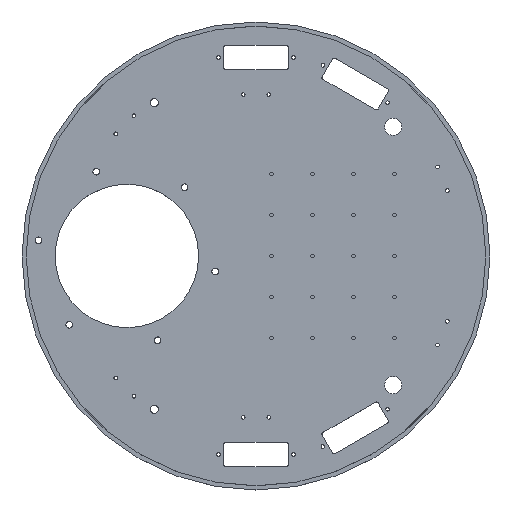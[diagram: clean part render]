
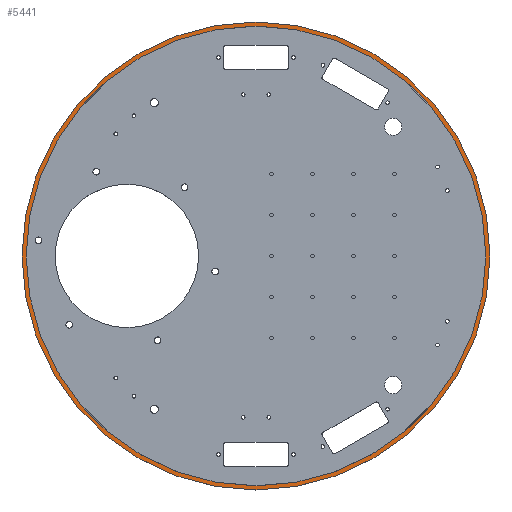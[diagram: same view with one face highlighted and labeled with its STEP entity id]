
A CAD part, top view. The second image highlights one B-rep face of the part: STEP entity #5441.
In plain terms, the highlighted planar face has unit normal (0, 0, 1).
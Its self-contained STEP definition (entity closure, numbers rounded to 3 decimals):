
#43 = CYLINDRICAL_SURFACE('',#44,145.);
#44 = AXIS2_PLACEMENT_3D('',#45,#46,#47);
#45 = CARTESIAN_POINT('',(0.,0.,0.));
#46 = DIRECTION('',(-0.,-0.,-1.));
#47 = DIRECTION('',(1.,0.,0.));
#2096 = VERTEX_POINT('',#2097);
#2097 = CARTESIAN_POINT('',(145.,0.,3.175));
#2118 = EDGE_CURVE('',#2096,#2096,#2119,.T.);
#2119 = SURFACE_CURVE('',#2120,(#2125,#2132),.PCURVE_S1.);
#2120 = CIRCLE('',#2121,145.);
#2121 = AXIS2_PLACEMENT_3D('',#2122,#2123,#2124);
#2122 = CARTESIAN_POINT('',(0.,0.,3.175));
#2123 = DIRECTION('',(0.,0.,1.));
#2124 = DIRECTION('',(1.,0.,0.));
#2125 = PCURVE('',#43,#2126);
#2126 = DEFINITIONAL_REPRESENTATION('',(#2127),#2131);
#2127 = LINE('',#2128,#2129);
#2128 = CARTESIAN_POINT('',(-0.,-3.175));
#2129 = VECTOR('',#2130,1.);
#2130 = DIRECTION('',(-1.,0.));
#2131 = ( GEOMETRIC_REPRESENTATION_CONTEXT(2) 
PARAMETRIC_REPRESENTATION_CONTEXT() REPRESENTATION_CONTEXT('2D SPACE',''
  ) );
#2132 = PCURVE('',#2133,#2138);
#2133 = PLANE('',#2134);
#2134 = AXIS2_PLACEMENT_3D('',#2135,#2136,#2137);
#2135 = CARTESIAN_POINT('',(0.,0.,3.175
    ));
#2136 = DIRECTION('',(0.,0.,1.));
#2137 = DIRECTION('',(1.,0.,-0.));
#2138 = DEFINITIONAL_REPRESENTATION('',(#2139),#2143);
#2139 = CIRCLE('',#2140,145.);
#2140 = AXIS2_PLACEMENT_2D('',#2141,#2142);
#2141 = CARTESIAN_POINT('',(0.,0.));
#2142 = DIRECTION('',(1.,0.));
#2143 = ( GEOMETRIC_REPRESENTATION_CONTEXT(2) 
PARAMETRIC_REPRESENTATION_CONTEXT() REPRESENTATION_CONTEXT('2D SPACE',''
  ) );
#5441 = ADVANCED_FACE('',(#5442,#5445),#2133,.T.);
#5442 = FACE_BOUND('',#5443,.T.);
#5443 = EDGE_LOOP('',(#5444));
#5444 = ORIENTED_EDGE('',*,*,#2118,.T.);
#5445 = FACE_BOUND('',#5446,.T.);
#5446 = EDGE_LOOP('',(#5447));
#5447 = ORIENTED_EDGE('',*,*,#5448,.F.);
#5448 = EDGE_CURVE('',#5449,#5449,#5451,.T.);
#5449 = VERTEX_POINT('',#5450);
#5450 = CARTESIAN_POINT('',(142.413,0.,3.175));
#5451 = SURFACE_CURVE('',#5452,(#5457,#5464),.PCURVE_S1.);
#5452 = CIRCLE('',#5453,142.413);
#5453 = AXIS2_PLACEMENT_3D('',#5454,#5455,#5456);
#5454 = CARTESIAN_POINT('',(0.,0.,3.175));
#5455 = DIRECTION('',(0.,0.,1.));
#5456 = DIRECTION('',(1.,0.,0.));
#5457 = PCURVE('',#2133,#5458);
#5458 = DEFINITIONAL_REPRESENTATION('',(#5459),#5463);
#5459 = CIRCLE('',#5460,142.413);
#5460 = AXIS2_PLACEMENT_2D('',#5461,#5462);
#5461 = CARTESIAN_POINT('',(0.,0.));
#5462 = DIRECTION('',(1.,0.));
#5463 = ( GEOMETRIC_REPRESENTATION_CONTEXT(2) 
PARAMETRIC_REPRESENTATION_CONTEXT() REPRESENTATION_CONTEXT('2D SPACE',''
  ) );
#5464 = PCURVE('',#5465,#5470);
#5465 = CYLINDRICAL_SURFACE('',#5466,142.413);
#5466 = AXIS2_PLACEMENT_3D('',#5467,#5468,#5469);
#5467 = CARTESIAN_POINT('',(0.,0.,3.175));
#5468 = DIRECTION('',(-0.,-0.,-1.));
#5469 = DIRECTION('',(1.,0.,0.));
#5470 = DEFINITIONAL_REPRESENTATION('',(#5471),#5475);
#5471 = LINE('',#5472,#5473);
#5472 = CARTESIAN_POINT('',(-0.,0.));
#5473 = VECTOR('',#5474,1.);
#5474 = DIRECTION('',(-1.,0.));
#5475 = ( GEOMETRIC_REPRESENTATION_CONTEXT(2) 
PARAMETRIC_REPRESENTATION_CONTEXT() REPRESENTATION_CONTEXT('2D SPACE',''
  ) );
